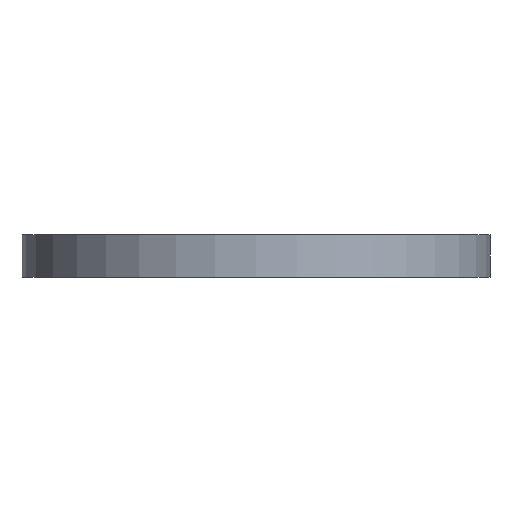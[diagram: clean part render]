
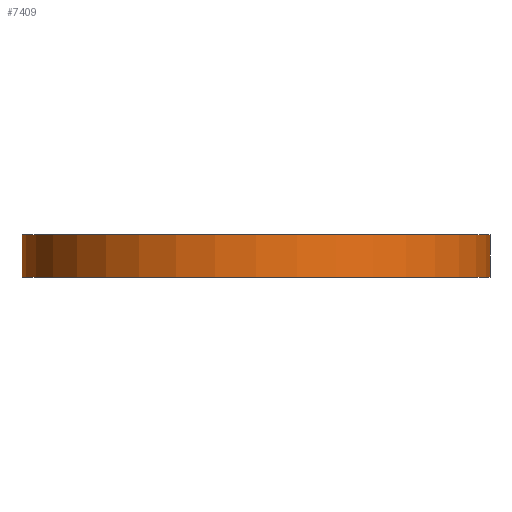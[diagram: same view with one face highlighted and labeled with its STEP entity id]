
A CAD part, front view. The second image highlights one B-rep face of the part: STEP entity #7409.
In plain terms, the highlighted cylindrical face has radius 11 mm (diameter 22 mm), a full revolution.
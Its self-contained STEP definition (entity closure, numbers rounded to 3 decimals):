
#7359=CARTESIAN_POINT('',(0.,0.,2.));
#7360=DIRECTION('',(0.,0.,-1.));
#7361=DIRECTION('',(-1.,0.,0.));
#7362=AXIS2_PLACEMENT_3D('',#7359,#7360,#7361);
#7363=CYLINDRICAL_SURFACE('',#7362,11.);
#7364=CARTESIAN_POINT('',(-11.,0.,0.));
#7365=VERTEX_POINT('',#7364);
#7366=CARTESIAN_POINT('',(-11.,0.,2.));
#7367=VERTEX_POINT('',#7366);
#7368=CARTESIAN_POINT('',(-11.,0.,0.));
#7369=DIRECTION('',(-0.,-0.,1.));
#7370=VECTOR('',#7369,2.);
#7371=LINE('',#7368,#7370);
#7372=EDGE_CURVE('',#7365,#7367,#7371,.T.);
#7373=ORIENTED_EDGE('',*,*,#7372,.T.);
#7374=CARTESIAN_POINT('',(11.,-0.,2.));
#7375=VERTEX_POINT('',#7374);
#7376=CARTESIAN_POINT('',(0.,0.,2.));
#7377=DIRECTION('',(0.,0.,1.));
#7378=DIRECTION('',(1.,0.,-0.));
#7379=AXIS2_PLACEMENT_3D('',#7376,#7377,#7378);
#7380=CIRCLE('',#7379,11.);
#7381=EDGE_CURVE('',#7375,#7367,#7380,.T.);
#7382=ORIENTED_EDGE('',*,*,#7381,.F.);
#7383=CARTESIAN_POINT('',(0.,0.,2.));
#7384=DIRECTION('',(0.,0.,1.));
#7385=DIRECTION('',(1.,0.,-0.));
#7386=AXIS2_PLACEMENT_3D('',#7383,#7384,#7385);
#7387=CIRCLE('',#7386,11.);
#7388=EDGE_CURVE('',#7367,#7375,#7387,.T.);
#7389=ORIENTED_EDGE('',*,*,#7388,.F.);
#7390=ORIENTED_EDGE('',*,*,#7372,.F.);
#7391=CARTESIAN_POINT('',(11.,-0.,0.));
#7392=VERTEX_POINT('',#7391);
#7393=CARTESIAN_POINT('',(0.,0.,0.));
#7394=DIRECTION('',(0.,0.,1.));
#7395=DIRECTION('',(1.,0.,-0.));
#7396=AXIS2_PLACEMENT_3D('',#7393,#7394,#7395);
#7397=CIRCLE('',#7396,11.);
#7398=EDGE_CURVE('',#7365,#7392,#7397,.T.);
#7399=ORIENTED_EDGE('',*,*,#7398,.T.);
#7400=CARTESIAN_POINT('',(0.,0.,0.));
#7401=DIRECTION('',(0.,0.,1.));
#7402=DIRECTION('',(1.,0.,-0.));
#7403=AXIS2_PLACEMENT_3D('',#7400,#7401,#7402);
#7404=CIRCLE('',#7403,11.);
#7405=EDGE_CURVE('',#7392,#7365,#7404,.T.);
#7406=ORIENTED_EDGE('',*,*,#7405,.T.);
#7407=EDGE_LOOP('',(#7373,#7382,#7389,#7390,#7399,#7406));
#7408=FACE_BOUND('',#7407,.T.);
#7409=ADVANCED_FACE('',(#7408),#7363,.T.);
